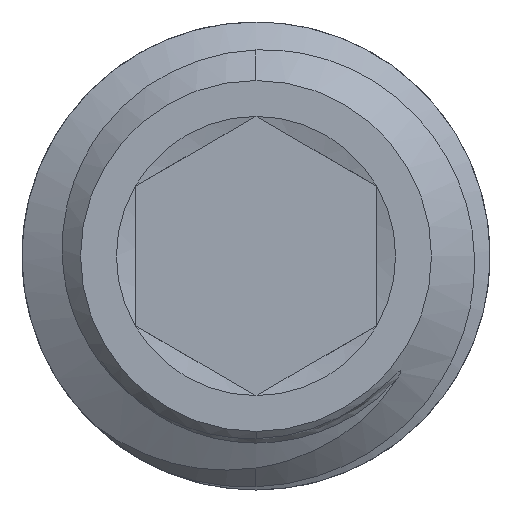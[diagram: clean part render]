
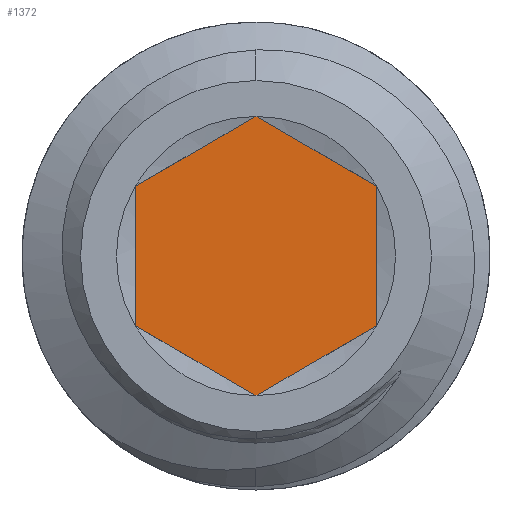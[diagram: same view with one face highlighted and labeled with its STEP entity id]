
A CAD part, front view. The second image highlights one B-rep face of the part: STEP entity #1372.
In plain terms, the highlighted planar face has unit normal (0, -1, 0).
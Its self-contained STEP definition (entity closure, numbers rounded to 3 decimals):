
#81 = EDGE_LOOP ( 'NONE', ( #116, #1944, #970, #372, #1132, #149 ) ) ;
#113 = VERTEX_POINT ( 'NONE', #1102 ) ;
#116 = ORIENTED_EDGE ( 'NONE', *, *, #217, .T. ) ;
#149 = ORIENTED_EDGE ( 'NONE', *, *, #1603, .T. ) ;
#217 = EDGE_CURVE ( 'NONE', #2007, #735, #1554, .T. ) ;
#239 = VERTEX_POINT ( 'NONE', #1493 ) ;
#372 = ORIENTED_EDGE ( 'NONE', *, *, #863, .T. ) ;
#403 = CARTESIAN_POINT ( 'NONE',  ( 0.775, -1., 0.447 ) ) ;
#458 = CARTESIAN_POINT ( 'NONE',  ( 0., -1., -0.895 ) ) ;
#527 = DIRECTION ( 'NONE',  ( 0., 0., -1. ) ) ;
#588 = CARTESIAN_POINT ( 'NONE',  ( 0.775, -1., -0.447 ) ) ;
#630 = EDGE_CURVE ( 'NONE', #113, #1689, #1912, .T. ) ;
#671 = DIRECTION ( 'NONE',  ( 0.866, 0., 0.5 ) ) ;
#679 = DIRECTION ( 'NONE',  ( -0.866, 0., 0.5 ) ) ;
#735 = VERTEX_POINT ( 'NONE', #1400 ) ;
#736 = VECTOR ( 'NONE', #1218, 1000. ) ;
#819 = DIRECTION ( 'NONE',  ( 0., -1., 0. ) ) ;
#834 = CARTESIAN_POINT ( 'NONE',  ( -0.775, -1., -0.447 ) ) ;
#845 = DIRECTION ( 'NONE',  ( 0.866, 0., -0.5 ) ) ;
#863 = EDGE_CURVE ( 'NONE', #239, #113, #2396, .T. ) ;
#885 = DIRECTION ( 'NONE',  ( 0., 0., -1. ) ) ;
#920 = EDGE_CURVE ( 'NONE', #735, #1366, #1920, .T. ) ;
#970 = ORIENTED_EDGE ( 'NONE', *, *, #2589, .T. ) ;
#1020 = AXIS2_PLACEMENT_3D ( 'NONE', #1509, #819, #885 ) ;
#1102 = CARTESIAN_POINT ( 'NONE',  ( -0.775, -1., 0.447 ) ) ;
#1132 = ORIENTED_EDGE ( 'NONE', *, *, #630, .T. ) ;
#1162 = VECTOR ( 'NONE', #527, 1000. ) ;
#1218 = DIRECTION ( 'NONE',  ( -0.866, 0., -0.5 ) ) ;
#1225 = DIRECTION ( 'NONE',  ( 0., 0., 1. ) ) ;
#1250 = VECTOR ( 'NONE', #679, 1000. ) ;
#1278 = LINE ( 'NONE', #1927, #1250 ) ;
#1366 = VERTEX_POINT ( 'NONE', #403 ) ;
#1372 = ADVANCED_FACE ( 'NONE', ( #1952 ), #2079, .T. ) ;
#1393 = VECTOR ( 'NONE', #671, 1000. ) ;
#1400 = CARTESIAN_POINT ( 'NONE',  ( 0.775, -1., -0.447 ) ) ;
#1428 = CARTESIAN_POINT ( 'NONE',  ( 0., -1., -0.895 ) ) ;
#1441 = LINE ( 'NONE', #834, #2630 ) ;
#1493 = CARTESIAN_POINT ( 'NONE',  ( 0., -1., 0.895 ) ) ;
#1509 = CARTESIAN_POINT ( 'NONE',  ( 0., -1., 0. ) ) ;
#1554 = LINE ( 'NONE', #458, #1393 ) ;
#1603 = EDGE_CURVE ( 'NONE', #1689, #2007, #1441, .T. ) ;
#1689 = VERTEX_POINT ( 'NONE', #1764 ) ;
#1764 = CARTESIAN_POINT ( 'NONE',  ( -0.775, -1., -0.447 ) ) ;
#1779 = CARTESIAN_POINT ( 'NONE',  ( -0.775, -1., 0.447 ) ) ;
#1861 = CARTESIAN_POINT ( 'NONE',  ( 0., -1., 0.895 ) ) ;
#1912 = LINE ( 'NONE', #1779, #1162 ) ;
#1920 = LINE ( 'NONE', #588, #2339 ) ;
#1927 = CARTESIAN_POINT ( 'NONE',  ( 0.775, -1., 0.447 ) ) ;
#1944 = ORIENTED_EDGE ( 'NONE', *, *, #920, .T. ) ;
#1952 = FACE_OUTER_BOUND ( 'NONE', #81, .T. ) ;
#2007 = VERTEX_POINT ( 'NONE', #1428 ) ;
#2079 = PLANE ( 'NONE',  #1020 ) ;
#2339 = VECTOR ( 'NONE', #1225, 1000. ) ;
#2396 = LINE ( 'NONE', #1861, #736 ) ;
#2589 = EDGE_CURVE ( 'NONE', #1366, #239, #1278, .T. ) ;
#2630 = VECTOR ( 'NONE', #845, 1000. ) ;
